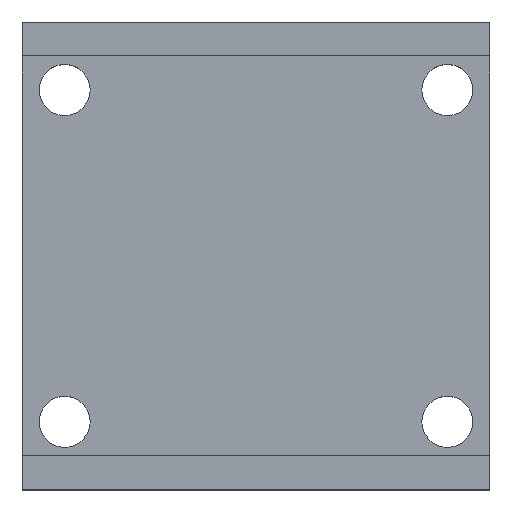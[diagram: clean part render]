
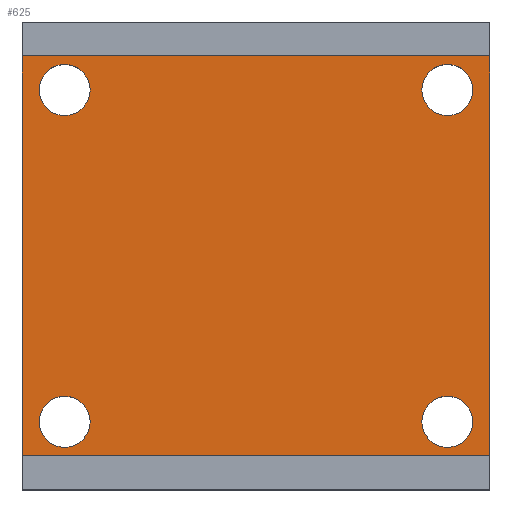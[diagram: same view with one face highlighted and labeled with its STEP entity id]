
A CAD part, top view. The second image highlights one B-rep face of the part: STEP entity #625.
In plain terms, the highlighted planar face has unit normal (0, 0, 1).
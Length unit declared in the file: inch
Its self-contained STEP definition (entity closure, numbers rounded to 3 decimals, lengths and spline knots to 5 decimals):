
#7 = VERTEX_POINT ( 'NONE', #338 ) ;
#20 = CIRCLE ( 'NONE', #495, 0.075 ) ;
#25 = DIRECTION ( 'NONE',  ( 0., 0., 1. ) ) ;
#28 = DIRECTION ( 'NONE',  ( 0., 0., 1. ) ) ;
#33 = CIRCLE ( 'NONE', #489, 0.075 ) ;
#34 = CARTESIAN_POINT ( 'NONE',  ( 0.125, 0.2, 0.25 ) ) ;
#43 = CARTESIAN_POINT ( 'NONE',  ( 1.375, 0.1, 0.25 ) ) ;
#48 = ORIENTED_EDGE ( 'NONE', *, *, #526, .T. ) ;
#50 = ORIENTED_EDGE ( 'NONE', *, *, #502, .F. ) ;
#52 = DIRECTION ( 'NONE',  ( 0., 0., 1. ) ) ;
#57 = CIRCLE ( 'NONE', #475, 0.075 ) ;
#68 = CIRCLE ( 'NONE', #429, 0.075 ) ;
#69 = CIRCLE ( 'NONE', #374, 0.075 ) ;
#75 = CARTESIAN_POINT ( 'NONE',  ( 1.375, 1.275, 0.25 ) ) ;
#84 = DIRECTION ( 'NONE',  ( 0., 0., 1. ) ) ;
#89 = DIRECTION ( 'NONE',  ( 1., 0., 0. ) ) ;
#102 = ORIENTED_EDGE ( 'NONE', *, *, #530, .T. ) ;
#112 = LINE ( 'NONE', #43, #411 ) ;
#115 = CARTESIAN_POINT ( 'NONE',  ( 1.175, 1.175, 0.25 ) ) ;
#116 = DIRECTION ( 'NONE',  ( 0., 0., 1. ) ) ;
#117 = CARTESIAN_POINT ( 'NONE',  ( 1.325, 1.175, 0.25 ) ) ;
#119 = VERTEX_POINT ( 'NONE', #414 ) ;
#122 = PLANE ( 'NONE',  #455 ) ;
#126 = ORIENTED_EDGE ( 'NONE', *, *, #416, .F. ) ;
#127 = VERTEX_POINT ( 'NONE', #294 ) ;
#131 = EDGE_LOOP ( 'NONE', ( #50, #152 ) ) ;
#139 = CARTESIAN_POINT ( 'NONE',  ( 1.375, 1.275, 0.25 ) ) ;
#145 = VERTEX_POINT ( 'NONE', #525 ) ;
#148 = FACE_BOUND ( 'NONE', #197, .T. ) ;
#152 = ORIENTED_EDGE ( 'NONE', *, *, #560, .F. ) ;
#158 = VERTEX_POINT ( 'NONE', #117 ) ;
#172 = DIRECTION ( 'NONE',  ( 0., 0., -1. ) ) ;
#184 = CARTESIAN_POINT ( 'NONE',  ( 1.175, 0.2, 0.25 ) ) ;
#193 = CARTESIAN_POINT ( 'NONE',  ( 0., 1.275, 0.25 ) ) ;
#197 = EDGE_LOOP ( 'NONE', ( #126, #257 ) ) ;
#205 = VERTEX_POINT ( 'NONE', #607 ) ;
#208 = CARTESIAN_POINT ( 'NONE',  ( 0.125, 0.2, 0.25 ) ) ;
#209 = CARTESIAN_POINT ( 'NONE',  ( 1.25, 0.2, 0.25 ) ) ;
#213 = CARTESIAN_POINT ( 'NONE',  ( 1.375, 0.1, 0.25 ) ) ;
#215 = ORIENTED_EDGE ( 'NONE', *, *, #487, .F. ) ;
#243 = DIRECTION ( 'NONE',  ( 1., 0., 0. ) ) ;
#245 = ORIENTED_EDGE ( 'NONE', *, *, #425, .F. ) ;
#251 = LINE ( 'NONE', #193, #432 ) ;
#254 = CIRCLE ( 'NONE', #355, 0.075 ) ;
#255 = CIRCLE ( 'NONE', #384, 0.075 ) ;
#257 = ORIENTED_EDGE ( 'NONE', *, *, #551, .F. ) ;
#258 = DIRECTION ( 'NONE',  ( 1., 0., 0. ) ) ;
#259 = DIRECTION ( 'NONE',  ( 1., 0., 0. ) ) ;
#266 = FACE_BOUND ( 'NONE', #131, .T. ) ;
#269 = VERTEX_POINT ( 'NONE', #115 ) ;
#287 = CIRCLE ( 'NONE', #318, 0.075 ) ;
#292 = FACE_OUTER_BOUND ( 'NONE', #368, .T. ) ;
#294 = CARTESIAN_POINT ( 'NONE',  ( 0.2, 0.2, 0.25 ) ) ;
#310 = CARTESIAN_POINT ( 'NONE',  ( 0.2, 1.175, 0.25 ) ) ;
#316 = FACE_BOUND ( 'NONE', #507, .T. ) ;
#318 = AXIS2_PLACEMENT_3D ( 'NONE', #319, #25, #358 ) ;
#319 = CARTESIAN_POINT ( 'NONE',  ( 1.25, 1.175, 0.25 ) ) ;
#326 = VERTEX_POINT ( 'NONE', #213 ) ;
#329 = DIRECTION ( 'NONE',  ( 0., -1., 0. ) ) ;
#335 = FACE_BOUND ( 'NONE', #624, .T. ) ;
#336 = CARTESIAN_POINT ( 'NONE',  ( 1.25, 1.175, 0.25 ) ) ;
#338 = CARTESIAN_POINT ( 'NONE',  ( 1.325, 0.2, 0.25 ) ) ;
#352 = VERTEX_POINT ( 'NONE', #310 ) ;
#355 = AXIS2_PLACEMENT_3D ( 'NONE', #364, #84, #407 ) ;
#358 = DIRECTION ( 'NONE',  ( 1., 0., 0. ) ) ;
#362 = DIRECTION ( 'NONE',  ( 1., 0., 0. ) ) ;
#364 = CARTESIAN_POINT ( 'NONE',  ( 1.25, 0.2, 0.25 ) ) ;
#366 = DIRECTION ( 'NONE',  ( 0., 0., 1. ) ) ;
#368 = EDGE_LOOP ( 'NONE', ( #102, #385, #608, #48 ) ) ;
#371 = VERTEX_POINT ( 'NONE', #184 ) ;
#373 = DIRECTION ( 'NONE',  ( -1., 0., 0. ) ) ;
#374 = AXIS2_PLACEMENT_3D ( 'NONE', #471, #28, #362 ) ;
#378 = ORIENTED_EDGE ( 'NONE', *, *, #538, .F. ) ;
#380 = DIRECTION ( 'NONE',  ( 1., 0., 0. ) ) ;
#384 = AXIS2_PLACEMENT_3D ( 'NONE', #34, #366, #89 ) ;
#385 = ORIENTED_EDGE ( 'NONE', *, *, #499, .F. ) ;
#394 = CARTESIAN_POINT ( 'NONE',  ( 0.125, 1.175, 0.25 ) ) ;
#407 = DIRECTION ( 'NONE',  ( 1., 0., 0. ) ) ;
#411 = VECTOR ( 'NONE', #373, 39.37008 ) ;
#414 = CARTESIAN_POINT ( 'NONE',  ( 1.375, 1.275, 0.25 ) ) ;
#416 = EDGE_CURVE ( 'NONE', #7, #371, #20, .T. ) ;
#421 = LINE ( 'NONE', #139, #619 ) ;
#425 = EDGE_CURVE ( 'NONE', #127, #205, #33, .T. ) ;
#429 = AXIS2_PLACEMENT_3D ( 'NONE', #336, #52, #380 ) ;
#432 = VECTOR ( 'NONE', #329, 39.37008 ) ;
#444 = CARTESIAN_POINT ( 'NONE',  ( 0., 0.1, 0.25 ) ) ;
#455 = AXIS2_PLACEMENT_3D ( 'NONE', #75, #172, #506 ) ;
#461 = VECTOR ( 'NONE', #494, 39.37008 ) ;
#464 = ORIENTED_EDGE ( 'NONE', *, *, #536, .F. ) ;
#471 = CARTESIAN_POINT ( 'NONE',  ( 0.125, 1.175, 0.25 ) ) ;
#475 = AXIS2_PLACEMENT_3D ( 'NONE', #394, #116, #243 ) ;
#480 = EDGE_CURVE ( 'NONE', #119, #326, #613, .T. ) ;
#487 = EDGE_CURVE ( 'NONE', #352, #622, #57, .T. ) ;
#489 = AXIS2_PLACEMENT_3D ( 'NONE', #208, #545, #258 ) ;
#494 = DIRECTION ( 'NONE',  ( 0., -1., 0. ) ) ;
#495 = AXIS2_PLACEMENT_3D ( 'NONE', #209, #547, #259 ) ;
#499 = EDGE_CURVE ( 'NONE', #326, #629, #112, .T. ) ;
#502 = EDGE_CURVE ( 'NONE', #158, #269, #68, .T. ) ;
#505 = CARTESIAN_POINT ( 'NONE',  ( 0.05, 1.175, 0.25 ) ) ;
#506 = DIRECTION ( 'NONE',  ( 0., 1., 0. ) ) ;
#507 = EDGE_LOOP ( 'NONE', ( #245, #464 ) ) ;
#525 = CARTESIAN_POINT ( 'NONE',  ( 0., 1.275, 0.25 ) ) ;
#526 = EDGE_CURVE ( 'NONE', #119, #145, #421, .T. ) ;
#530 = EDGE_CURVE ( 'NONE', #145, #629, #251, .T. ) ;
#536 = EDGE_CURVE ( 'NONE', #205, #127, #255, .T. ) ;
#538 = EDGE_CURVE ( 'NONE', #622, #352, #69, .T. ) ;
#544 = CARTESIAN_POINT ( 'NONE',  ( 1.375, 1.275, 0.25 ) ) ;
#545 = DIRECTION ( 'NONE',  ( 0., 0., 1. ) ) ;
#547 = DIRECTION ( 'NONE',  ( 0., 0., 1. ) ) ;
#551 = EDGE_CURVE ( 'NONE', #371, #7, #254, .T. ) ;
#560 = EDGE_CURVE ( 'NONE', #269, #158, #287, .T. ) ;
#581 = DIRECTION ( 'NONE',  ( -1., 0., 0. ) ) ;
#607 = CARTESIAN_POINT ( 'NONE',  ( 0.05, 0.2, 0.25 ) ) ;
#608 = ORIENTED_EDGE ( 'NONE', *, *, #480, .F. ) ;
#613 = LINE ( 'NONE', #544, #461 ) ;
#619 = VECTOR ( 'NONE', #581, 39.37008 ) ;
#622 = VERTEX_POINT ( 'NONE', #505 ) ;
#624 = EDGE_LOOP ( 'NONE', ( #215, #378 ) ) ;
#625 = ADVANCED_FACE ( 'NONE', ( #335, #316, #148, #266, #292 ), #122, .F. ) ;
#629 = VERTEX_POINT ( 'NONE', #444 ) ;
